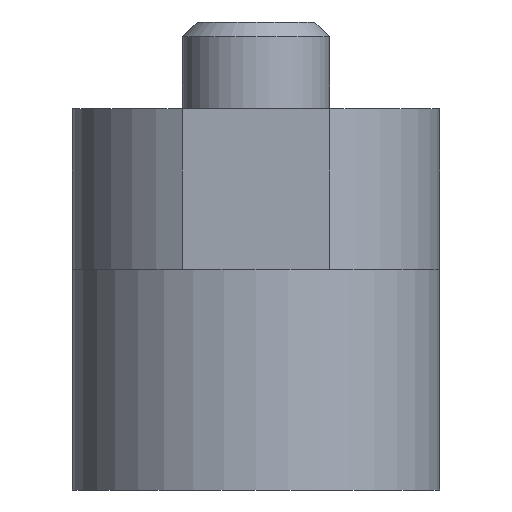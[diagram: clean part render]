
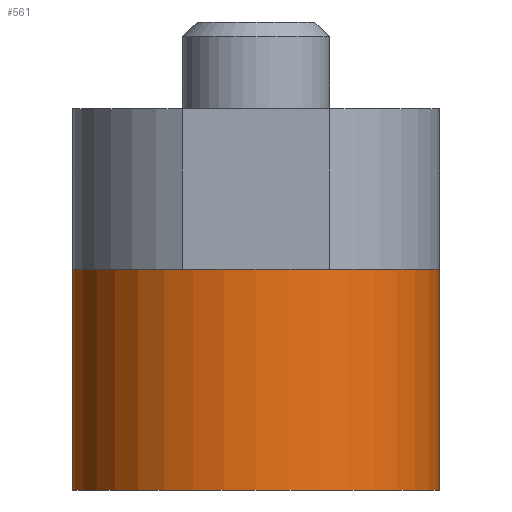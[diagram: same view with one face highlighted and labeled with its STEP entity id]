
A CAD part, left-side view. The second image highlights one B-rep face of the part: STEP entity #561.
In plain terms, the highlighted cylindrical face has radius 12.5 mm (diameter 25 mm), a partial arc.
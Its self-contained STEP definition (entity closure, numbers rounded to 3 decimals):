
#23=CYLINDRICAL_SURFACE('',#638,12.5);
#76=FACE_OUTER_BOUND('',#112,.T.);
#112=EDGE_LOOP('',(#520,#521,#522,#523));
#162=LINE('',#956,#214);
#164=LINE('',#964,#216);
#214=VECTOR('',#792,10.);
#216=VECTOR('',#802,10.);
#227=CIRCLE('',#597,12.5);
#242=CIRCLE('',#635,12.5);
#262=VERTEX_POINT('',#852);
#263=VERTEX_POINT('',#854);
#291=VERTEX_POINT('',#954);
#292=VERTEX_POINT('',#958);
#315=EDGE_CURVE('',#262,#263,#227,.T.);
#366=EDGE_CURVE('',#291,#262,#162,.T.);
#368=EDGE_CURVE('',#291,#292,#242,.T.);
#370=EDGE_CURVE('',#292,#263,#164,.T.);
#520=ORIENTED_EDGE('',*,*,#368,.T.);
#521=ORIENTED_EDGE('',*,*,#370,.T.);
#522=ORIENTED_EDGE('',*,*,#315,.F.);
#523=ORIENTED_EDGE('',*,*,#366,.F.);
#561=ADVANCED_FACE('',(#76),#23,.T.);
#597=AXIS2_PLACEMENT_3D('',#855,#682,#683);
#635=AXIS2_PLACEMENT_3D('',#961,#796,#797);
#638=AXIS2_PLACEMENT_3D('',#966,#804,#805);
#682=DIRECTION('center_axis',(0.,0.,1.));
#683=DIRECTION('ref_axis',(0.,1.,0.));
#792=DIRECTION('',(0.,0.,1.));
#796=DIRECTION('center_axis',(0.,0.,1.));
#797=DIRECTION('ref_axis',(0.,1.,0.));
#802=DIRECTION('',(0.,0.,1.));
#804=DIRECTION('center_axis',(0.,0.,1.));
#805=DIRECTION('ref_axis',(0.,1.,0.));
#852=CARTESIAN_POINT('',(-100.,12.5,15.));
#854=CARTESIAN_POINT('',(-100.,-12.5,15.));
#855=CARTESIAN_POINT('Origin',(-100.,0.,15.));
#954=CARTESIAN_POINT('',(-100.,12.5,0.));
#956=CARTESIAN_POINT('',(-100.,12.5,0.));
#958=CARTESIAN_POINT('',(-100.,-12.5,0.));
#961=CARTESIAN_POINT('Origin',(-100.,0.,0.));
#964=CARTESIAN_POINT('',(-100.,-12.5,0.));
#966=CARTESIAN_POINT('Origin',(-100.,0.,0.));
